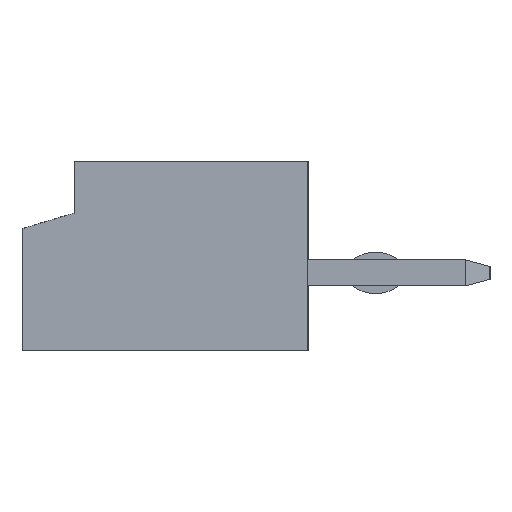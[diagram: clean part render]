
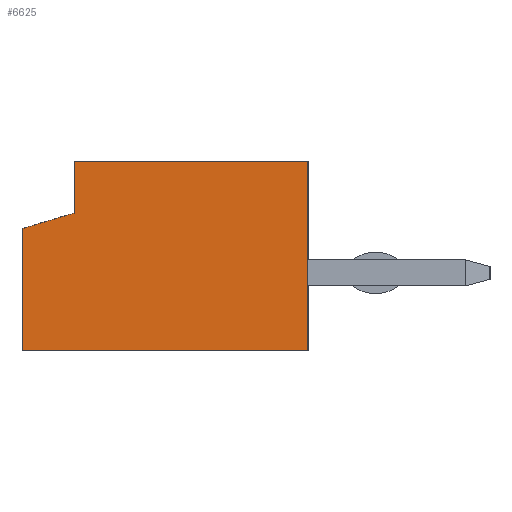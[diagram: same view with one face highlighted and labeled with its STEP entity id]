
A CAD part, left-side view. The second image highlights one B-rep face of the part: STEP entity #6625.
In plain terms, the highlighted planar face has unit normal (-1, 0, 0).
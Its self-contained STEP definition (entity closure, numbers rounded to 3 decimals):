
#49=DIRECTION('',(0.,-1.,0.));
#50=VECTOR('',#49,5.5);
#51=CARTESIAN_POINT('',(-13.,2.75,-1.825));
#52=LINE('',#51,#50);
#789=DIRECTION('',(0.,-1.,0.));
#790=VECTOR('',#789,4.5);
#791=CARTESIAN_POINT('',(-13.,1.75,1.825));
#792=LINE('',#791,#790);
#881=DIRECTION('',(0.,0.,1.));
#882=VECTOR('',#881,3.65);
#883=CARTESIAN_POINT('',(-13.,-2.75,-1.825));
#884=LINE('',#883,#882);
#1177=DIRECTION('',(0.,0.,-1.));
#1178=VECTOR('',#1177,1.);
#1179=CARTESIAN_POINT('',(-13.,1.75,1.825));
#1180=LINE('',#1179,#1178);
#1181=DIRECTION('',(0.,0.,1.));
#1182=VECTOR('',#1181,2.35);
#1183=CARTESIAN_POINT('',(-13.,2.75,-1.825));
#1184=LINE('',#1183,#1182);
#1185=DIRECTION('',(0.,0.958,-0.287));
#1186=VECTOR('',#1185,1.044);
#1187=CARTESIAN_POINT('',(-13.,1.75,0.825));
#1188=LINE('',#1187,#1186);
#4109=CARTESIAN_POINT('',(-13.,2.75,-1.825));
#4110=CARTESIAN_POINT('',(-13.,-2.75,-1.825));
#4111=VERTEX_POINT('',#4109);
#4112=VERTEX_POINT('',#4110);
#4117=CARTESIAN_POINT('',(-13.,-2.75,1.825));
#4118=VERTEX_POINT('',#4117);
#4125=CARTESIAN_POINT('',(-13.,1.75,1.825));
#4127=VERTEX_POINT('',#4125);
#4133=CARTESIAN_POINT('',(-13.,1.75,0.825));
#4134=VERTEX_POINT('',#4133);
#4135=CARTESIAN_POINT('',(-13.,2.75,0.525));
#4136=VERTEX_POINT('',#4135);
#6611=CARTESIAN_POINT('',(-13.,2.75,-1.825));
#6612=DIRECTION('',(-1.,0.,0.));
#6613=DIRECTION('',(0.,-1.,0.));
#6614=AXIS2_PLACEMENT_3D('',#6611,#6612,#6613);
#6615=PLANE('',#6614);
#6616=ORIENTED_EDGE('',*,*,#5862,.F.);
#6617=ORIENTED_EDGE('',*,*,#5985,.T.);
#6618=ORIENTED_EDGE('',*,*,#6075,.F.);
#6619=ORIENTED_EDGE('',*,*,#5406,.F.);
#6621=ORIENTED_EDGE('',*,*,#6620,.T.);
#6622=ORIENTED_EDGE('',*,*,#5830,.F.);
#6623=EDGE_LOOP('',(#6616,#6617,#6618,#6619,#6621,#6622));
#6624=FACE_OUTER_BOUND('',#6623,.F.);
#6625=ADVANCED_FACE('',(#6624),#6615,.T.);
#5406=EDGE_CURVE('',#4111,#4112,#52,.T.);
#5830=EDGE_CURVE('',#4134,#4136,#1188,.T.);
#5862=EDGE_CURVE('',#4127,#4134,#1180,.T.);
#5985=EDGE_CURVE('',#4127,#4118,#792,.T.);
#6075=EDGE_CURVE('',#4112,#4118,#884,.T.);
#6620=EDGE_CURVE('',#4111,#4136,#1184,.T.);
